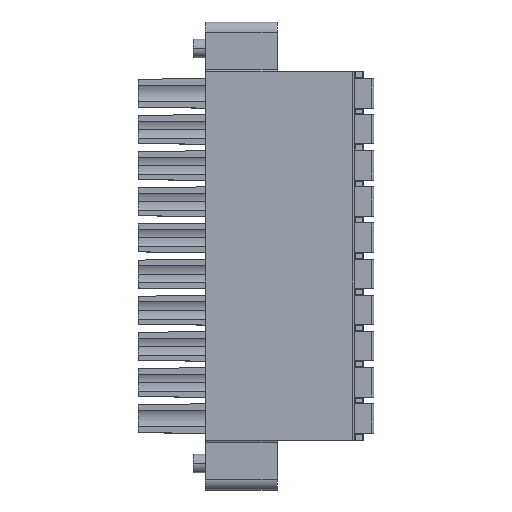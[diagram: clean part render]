
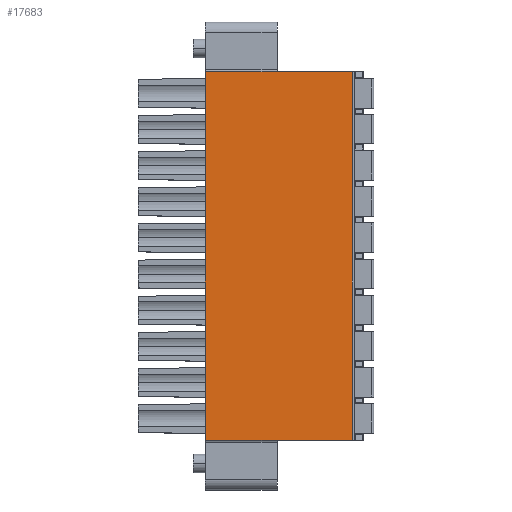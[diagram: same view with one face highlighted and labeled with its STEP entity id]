
A CAD part, top view. The second image highlights one B-rep face of the part: STEP entity #17683.
In plain terms, the highlighted planar face has unit normal (0, 0, 1).
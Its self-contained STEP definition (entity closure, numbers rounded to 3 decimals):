
#5389=DIRECTION('',(0.,1.,0.));
#5390=VECTOR('',#5389,35.7);
#5391=CARTESIAN_POINT('',(-6.625,-35.645,23.4));
#5392=LINE('',#5391,#5390);
#5393=DIRECTION('',(0.,-1.,0.));
#5394=VECTOR('',#5393,35.7);
#5395=CARTESIAN_POINT('',(7.575,0.055,23.4));
#5396=LINE('',#5395,#5394);
#5397=DIRECTION('',(-1.,0.,0.));
#5398=VECTOR('',#5397,6.95);
#5399=CARTESIAN_POINT('',(0.325,0.055,23.4));
#5400=LINE('',#5399,#5398);
#5481=DIRECTION('',(-1.,0.,0.));
#5482=VECTOR('',#5481,7.25);
#5483=CARTESIAN_POINT('',(7.575,0.055,23.4));
#5484=LINE('',#5483,#5482);
#5771=DIRECTION('',(1.,0.,0.));
#5772=VECTOR('',#5771,7.25);
#5773=CARTESIAN_POINT('',(0.325,-35.645,23.4));
#5774=LINE('',#5773,#5772);
#6543=DIRECTION('',(1.,0.,0.));
#6544=VECTOR('',#6543,6.95);
#6545=CARTESIAN_POINT('',(-6.625,-35.645,23.4));
#6546=LINE('',#6545,#6544);
#8149=CARTESIAN_POINT('',(-6.625,-35.645,23.4));
#8151=VERTEX_POINT('',#8149);
#8318=CARTESIAN_POINT('',(7.575,-35.645,23.4));
#8319=VERTEX_POINT('',#8318);
#8320=CARTESIAN_POINT('',(0.325,-35.645,23.4));
#8321=VERTEX_POINT('',#8320);
#10103=CARTESIAN_POINT('',(-6.625,0.055,23.4));
#10104=VERTEX_POINT('',#10103);
#10184=CARTESIAN_POINT('',(7.575,0.055,23.4));
#10185=VERTEX_POINT('',#10184);
#10186=CARTESIAN_POINT('',(0.325,0.055,23.4));
#10187=VERTEX_POINT('',#10186);
#17666=CARTESIAN_POINT('',(4.299,13.355,23.4));
#17667=DIRECTION('',(0.,0.,1.));
#17668=DIRECTION('',(-1.,0.,0.));
#17669=AXIS2_PLACEMENT_3D('',#17666,#17667,#17668);
#17670=PLANE('',#17669);
#17671=ORIENTED_EDGE('',*,*,#10412,.T.);
#17673=ORIENTED_EDGE('',*,*,#17672,.F.);
#17675=ORIENTED_EDGE('',*,*,#17674,.F.);
#17676=ORIENTED_EDGE('',*,*,#17656,.T.);
#17678=ORIENTED_EDGE('',*,*,#17677,.F.);
#17680=ORIENTED_EDGE('',*,*,#17679,.F.);
#17681=EDGE_LOOP('',(#17671,#17673,#17675,#17676,#17678,#17680));
#17682=FACE_OUTER_BOUND('',#17681,.F.);
#10412=EDGE_CURVE('',#8151,#10104,#5392,.T.);
#17656=EDGE_CURVE('',#10185,#8319,#5396,.T.);
#17672=EDGE_CURVE('',#10187,#10104,#5400,.T.);
#17674=EDGE_CURVE('',#10185,#10187,#5484,.T.);
#17677=EDGE_CURVE('',#8321,#8319,#5774,.T.);
#17679=EDGE_CURVE('',#8151,#8321,#6546,.T.);
#17683=ADVANCED_FACE('',(#17682),#17670,.T.);
